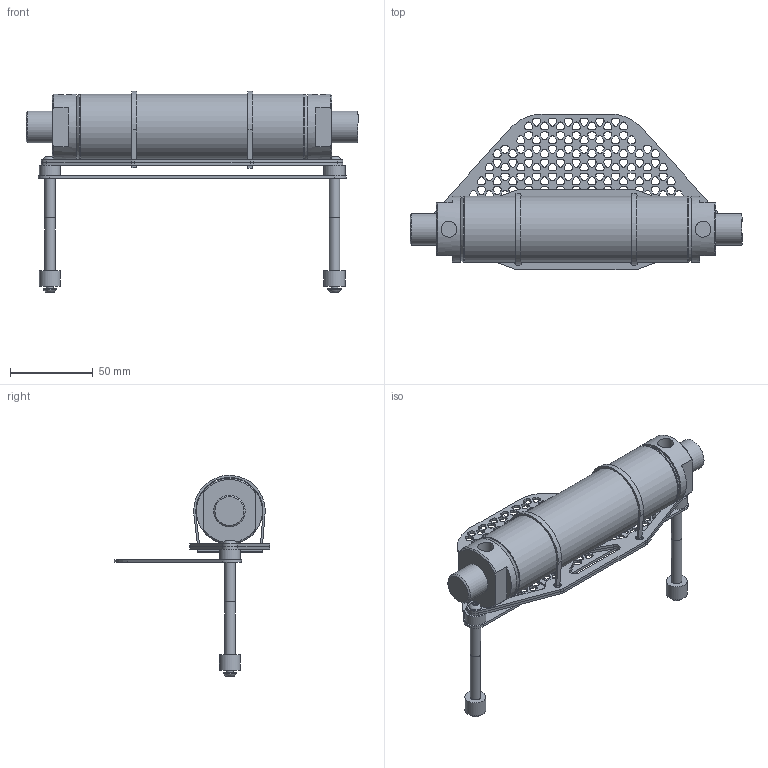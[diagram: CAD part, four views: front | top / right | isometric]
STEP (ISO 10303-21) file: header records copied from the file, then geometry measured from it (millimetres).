
FILE_DESCRIPTION(/* description */ (''),/* implementation_level */ '2;1');
FILE_NAME(/* name */ 'Magazine Slider Assembly.step',/* time_stamp */ '2024-06-27T21:47:55-05:00',/* author */ (''),/* organization */ (''),/* preprocessor_version */ 'ST-DEVELOPER v20',/* originating_system */ 'Autodesk Translation Framework v13.14.0.145',/* authorisation */ '');
FILE_SCHEMA (('AUTOMOTIVE_DESIGN { 1 0 10303 214 3 1 1 }'));
Length unit declared in the file: inch
Products named in the file (10): Magazine Assembly; top_tensioner_plate; 91125A454_Female Threaded Round Standoff; 91125A459_Female Threaded Round Standoff; Spacer (Nylon), .500 OD v1; Spacer (Nylon), .500 OD v1 (1); tank mount delrin v2 -pocket; tank mount delrin v2 -pocket_delrin; Reservoir; Screw Star v1
Assembly tree (16 placements, depth 2):
  Magazine Assembly
    top_tensioner_plate
    91125A454_Female Threaded Round Standoff  x2
    91125A459_Female Threaded Round Standoff  x2
    Spacer (Nylon), .500 OD v1  x2
    Spacer (Nylon), .500 OD v1 (1)  x2
    tank mount delrin v2 -pocket
    tank mount delrin v2 -pocket_delrin
    Reservoir
    Screw Star v1  x4
Bounding box: 200.03 x 93.98 x 121.29 mm (x, y, z)
Volume: 239971.3 mm3; surface area: 70942.2 mm2
Topology: 18 solids, 18 shells, 1712 faces, 4943 edges, 3287 vertices
Faces by surface type: cylinder 965, plane 678, cone 51, bspline 12, sphere 4, torus 2
Full cylindrical faces by diameter (mm): 3.134 x112, 4.166 x118, 4.572 x2, 4.623 x12, 4.928 x4, 6.35 x4, 7.925 x4, 9.525 x2, 9.652 x2, 12.7 x4, 19.05 x2, 39.751 x5
Entity records: 63993 total; most frequent: CARTESIAN_POINT 22827, ORIENTED_EDGE 8672, DIRECTION 8386, EDGE_CURVE 4336, VERTEX_POINT 2889, AXIS2_PLACEMENT_3D 2859, LINE 2668, VECTOR 2668
